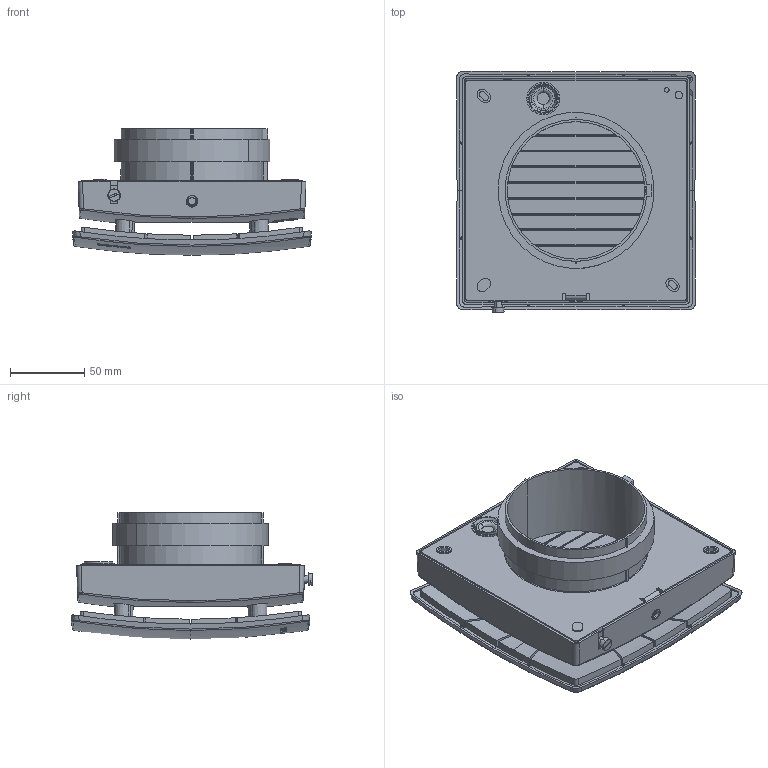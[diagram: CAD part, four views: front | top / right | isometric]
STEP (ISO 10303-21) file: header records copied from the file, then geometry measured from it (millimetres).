
FILE_DESCRIPTION(('Creo Elements/Direct Modeling STEP Export'),'2;1');
FILE_NAME('0151.0400_AE10_1.stp','2021-06-25T12:13:42',(''),(''),'PTC Creo Elements/Direct Modeling STEP processor for AP214 (Solid Model)','PTC Creo Elements/Direct Modeling 19.0C 15-Aug-2015 (C) Parametric Technology GmbH','');
FILE_SCHEMA(('AUTOMOTIVE_DESIGN { 1 0 10303 214 1 1 1 1 }'));
Products named in the file (2): 0151.0400_AE10_1
Assembly tree (1 placements, depth 2):
  0151.0400_AE10_1
    0151.0400_AE10_1
Bounding box: 160.44 x 162.44 x 84.92 mm (x, y, z)
Volume: 533274.1 mm3; surface area: 226308.5 mm2
Topology: 1 solids, 1 shells, 793 faces, 2205 edges, 1437 vertices
Faces by surface type: plane 359, cylinder 151, bspline 138, cone 65, sphere 33, torus 33, extrusion 14
Entity records: 40652 total; most frequent: CARTESIAN_POINT 22577, ORIENTED_EDGE 4398, DIRECTION 2832, EDGE_CURVE 2199, VERTEX_POINT 1437, AXIS2_PLACEMENT_3D 1017, EDGE_LOOP 854, VECTOR 798
